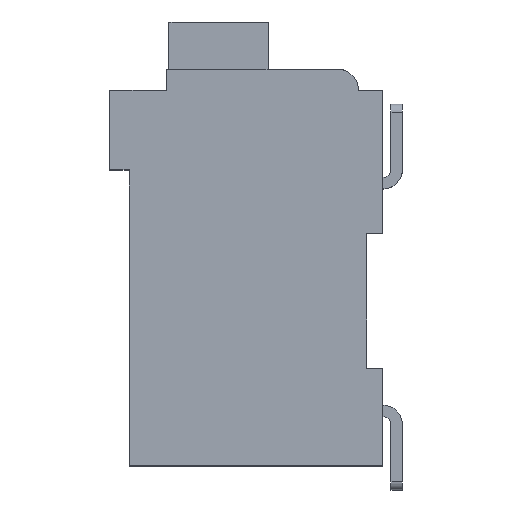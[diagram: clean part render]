
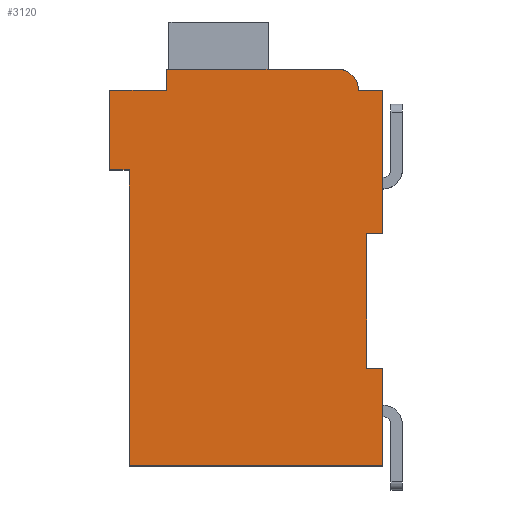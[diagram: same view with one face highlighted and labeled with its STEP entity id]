
A CAD part, top view. The second image highlights one B-rep face of the part: STEP entity #3120.
In plain terms, the highlighted planar face has unit normal (0, 0, 1).
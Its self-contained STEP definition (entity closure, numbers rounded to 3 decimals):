
#402=DIRECTION('',(1.,0.,0.));
#403=VECTOR('',#402,0.5);
#404=CARTESIAN_POINT('',(7.3,7.15,2.1));
#405=LINE('',#404,#403);
#406=DIRECTION('',(0.,1.,0.));
#407=VECTOR('',#406,4.15);
#408=CARTESIAN_POINT('',(7.3,3.,2.1));
#409=LINE('',#408,#407);
#410=DIRECTION('',(-1.,0.,0.));
#411=VECTOR('',#410,0.5);
#412=CARTESIAN_POINT('',(7.8,3.,2.1));
#413=LINE('',#412,#411);
#414=DIRECTION('',(0.,1.,0.));
#415=VECTOR('',#414,3.);
#416=CARTESIAN_POINT('',(7.8,0.,2.1));
#417=LINE('',#416,#415);
#418=DIRECTION('',(1.,0.,0.));
#419=VECTOR('',#418,7.8);
#420=CARTESIAN_POINT('',(0.,0.,2.1));
#421=LINE('',#420,#419);
#422=DIRECTION('',(0.,-1.,0.));
#423=VECTOR('',#422,9.1);
#424=CARTESIAN_POINT('',(0.,9.1,2.1));
#425=LINE('',#424,#423);
#426=DIRECTION('',(1.,0.,0.));
#427=VECTOR('',#426,0.6);
#428=CARTESIAN_POINT('',(-0.6,9.1,2.1));
#429=LINE('',#428,#427);
#430=DIRECTION('',(0.,-1.,0.));
#431=VECTOR('',#430,2.45);
#432=CARTESIAN_POINT('',(-0.6,11.55,2.1));
#433=LINE('',#432,#431);
#434=DIRECTION('',(-1.,0.,0.));
#435=VECTOR('',#434,1.75);
#436=CARTESIAN_POINT('',(1.15,11.55,2.1));
#437=LINE('',#436,#435);
#438=DIRECTION('',(0.,-1.,0.));
#439=VECTOR('',#438,0.65);
#440=CARTESIAN_POINT('',(1.15,12.2,2.1));
#441=LINE('',#440,#439);
#442=DIRECTION('',(-1.,0.,0.));
#443=VECTOR('',#442,5.25);
#444=CARTESIAN_POINT('',(6.4,12.2,2.1));
#445=LINE('',#444,#443);
#446=CARTESIAN_POINT('',(6.4,11.55,2.1));
#447=DIRECTION('',(0.,0.,1.));
#448=DIRECTION('',(1.,0.,0.));
#449=AXIS2_PLACEMENT_3D('',#446,#447,#448);
#451=DIRECTION('',(-1.,0.,0.));
#452=VECTOR('',#451,0.75);
#453=CARTESIAN_POINT('',(7.8,11.55,2.1));
#454=LINE('',#453,#452);
#455=DIRECTION('',(0.,1.,0.));
#456=VECTOR('',#455,4.4);
#457=CARTESIAN_POINT('',(7.8,7.15,2.1));
#458=LINE('',#457,#456);
#2071=CARTESIAN_POINT('',(7.3,7.15,2.1));
#2072=CARTESIAN_POINT('',(7.8,7.15,2.1));
#2073=VERTEX_POINT('',#2071);
#2074=VERTEX_POINT('',#2072);
#2075=CARTESIAN_POINT('',(7.8,11.55,2.1));
#2076=VERTEX_POINT('',#2075);
#2077=CARTESIAN_POINT('',(7.05,11.55,2.1));
#2078=VERTEX_POINT('',#2077);
#2079=CARTESIAN_POINT('',(6.4,12.2,2.1));
#2080=VERTEX_POINT('',#2079);
#2081=CARTESIAN_POINT('',(1.15,12.2,2.1));
#2082=VERTEX_POINT('',#2081);
#2083=CARTESIAN_POINT('',(1.15,11.55,2.1));
#2084=VERTEX_POINT('',#2083);
#2085=CARTESIAN_POINT('',(-0.6,11.55,2.1));
#2086=VERTEX_POINT('',#2085);
#2087=CARTESIAN_POINT('',(-0.6,9.1,2.1));
#2088=VERTEX_POINT('',#2087);
#2089=CARTESIAN_POINT('',(0.,9.1,2.1));
#2090=VERTEX_POINT('',#2089);
#2091=CARTESIAN_POINT('',(0.,0.,2.1));
#2092=VERTEX_POINT('',#2091);
#2093=CARTESIAN_POINT('',(7.8,0.,2.1));
#2094=VERTEX_POINT('',#2093);
#2095=CARTESIAN_POINT('',(7.8,3.,2.1));
#2096=VERTEX_POINT('',#2095);
#2097=CARTESIAN_POINT('',(7.3,3.,2.1));
#2098=VERTEX_POINT('',#2097);
#3090=CARTESIAN_POINT('',(0.,0.,2.1));
#3091=DIRECTION('',(0.,0.,1.));
#3092=DIRECTION('',(1.,0.,0.));
#3093=AXIS2_PLACEMENT_3D('',#3090,#3091,#3092);
#3094=PLANE('',#3093);
#3095=ORIENTED_EDGE('',*,*,#2720,.F.);
#3096=ORIENTED_EDGE('',*,*,#2869,.F.);
#3098=ORIENTED_EDGE('',*,*,#3097,.F.);
#3100=ORIENTED_EDGE('',*,*,#3099,.F.);
#3101=ORIENTED_EDGE('',*,*,#3005,.F.);
#3102=ORIENTED_EDGE('',*,*,#2978,.F.);
#3104=ORIENTED_EDGE('',*,*,#3103,.F.);
#3106=ORIENTED_EDGE('',*,*,#3105,.F.);
#3108=ORIENTED_EDGE('',*,*,#3107,.F.);
#3110=ORIENTED_EDGE('',*,*,#3109,.F.);
#3112=ORIENTED_EDGE('',*,*,#3111,.F.);
#3114=ORIENTED_EDGE('',*,*,#3113,.F.);
#3116=ORIENTED_EDGE('',*,*,#3115,.F.);
#3117=ORIENTED_EDGE('',*,*,#2805,.F.);
#3118=EDGE_LOOP('',(#3095,#3096,#3098,#3100,#3101,#3102,#3104,#3106,#3108,#3110,
#3112,#3114,#3116,#3117));
#3119=FACE_OUTER_BOUND('',#3118,.F.);
#450=CIRCLE('',#449,0.65);
#2720=EDGE_CURVE('',#2073,#2074,#405,.T.);
#2805=EDGE_CURVE('',#2074,#2076,#458,.T.);
#2869=EDGE_CURVE('',#2098,#2073,#409,.T.);
#2978=EDGE_CURVE('',#2090,#2092,#425,.T.);
#3005=EDGE_CURVE('',#2092,#2094,#421,.T.);
#3097=EDGE_CURVE('',#2096,#2098,#413,.T.);
#3099=EDGE_CURVE('',#2094,#2096,#417,.T.);
#3103=EDGE_CURVE('',#2088,#2090,#429,.T.);
#3105=EDGE_CURVE('',#2086,#2088,#433,.T.);
#3107=EDGE_CURVE('',#2084,#2086,#437,.T.);
#3109=EDGE_CURVE('',#2082,#2084,#441,.T.);
#3111=EDGE_CURVE('',#2080,#2082,#445,.T.);
#3113=EDGE_CURVE('',#2078,#2080,#450,.T.);
#3115=EDGE_CURVE('',#2076,#2078,#454,.T.);
#3120=ADVANCED_FACE('',(#3119),#3094,.T.);
